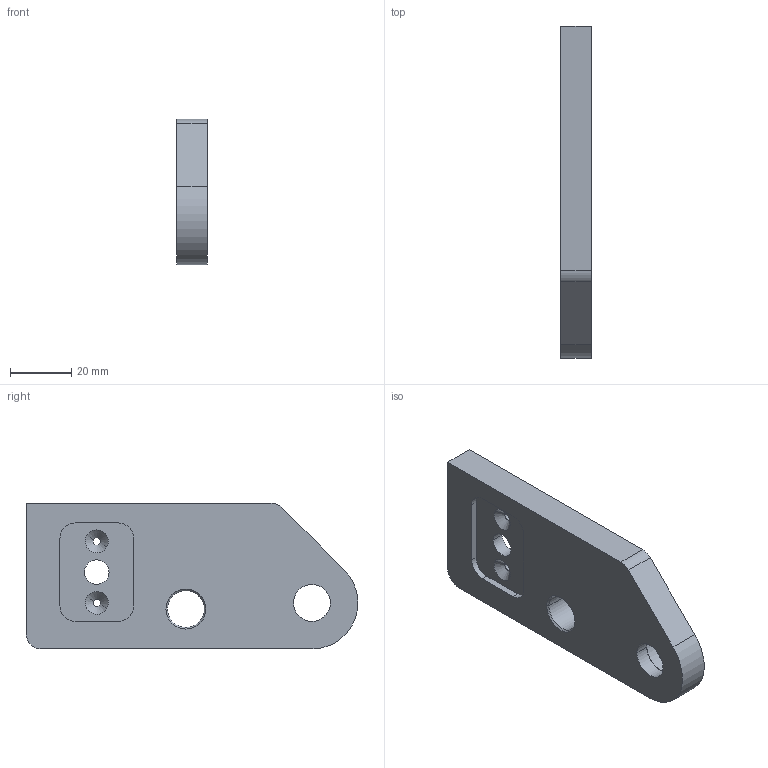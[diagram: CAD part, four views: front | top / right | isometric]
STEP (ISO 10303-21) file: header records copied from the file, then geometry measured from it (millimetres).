
FILE_DESCRIPTION(('CATIA V5 STEP Exchange'),'2;1');
FILE_NAME('006-FERRURE-ROUE-DROIT.stp','2019-12-05T18:24:24+00:00',('none'),('none'),'CATIA Version 5 Release 11 (IN-9)','CATIA V5 STEP AP203',' none');
FILE_SCHEMA(('CONFIG_CONTROL_DESIGN'));
Length unit declared in the file: millimetre
Products named in the file (1): 006-FERRURE-ROUE-DROIT
Bounding box: 10 x 107.98 x 47.5 mm (x, y, z)
Volume: 36881.5 mm3; surface area: 13241.3 mm2
Topology: 1 solids, 1 shells, 45 faces, 115 edges, 74 vertices
Faces by surface type: cylinder 21, plane 16, cone 8
Entity records: 1347 total; most frequent: ORIENTED_EDGE 230, CARTESIAN_POINT 227, DIRECTION 189, EDGE_CURVE 115, AXIS2_PLACEMENT_3D 88, VERTEX_POINT 74, VECTOR 65, LINE 65
